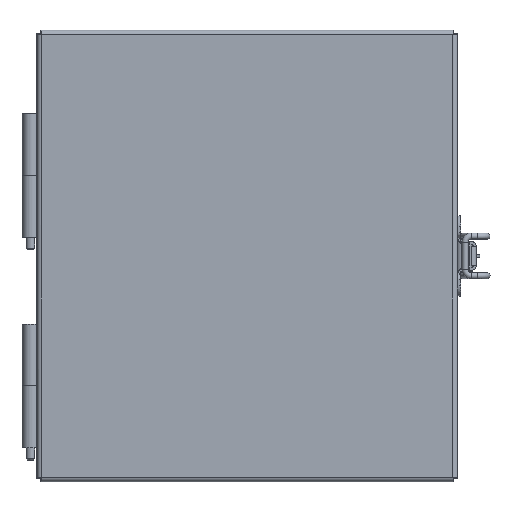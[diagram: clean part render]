
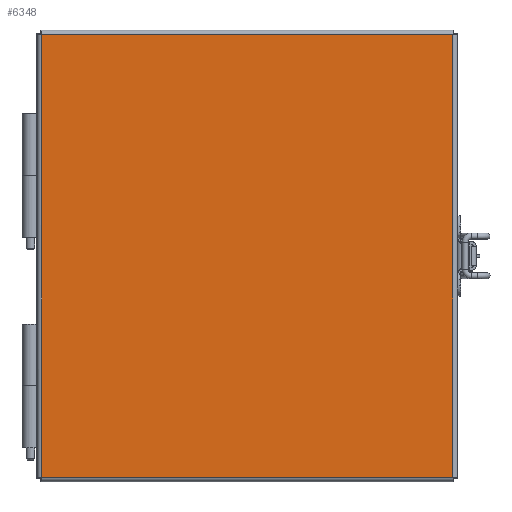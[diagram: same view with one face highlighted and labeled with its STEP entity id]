
A CAD part, top view. The second image highlights one B-rep face of the part: STEP entity #6348.
In plain terms, the highlighted planar face has unit normal (0, 0, 1).
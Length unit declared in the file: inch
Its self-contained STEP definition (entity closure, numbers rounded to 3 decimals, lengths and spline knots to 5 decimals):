
#555=LINE('',#9949,#1157);
#571=LINE('',#10051,#1173);
#586=LINE('',#10151,#1188);
#601=LINE('',#10250,#1203);
#1157=VECTOR('',#7917,8.9375);
#1173=VECTOR('',#7947,8.3125);
#1188=VECTOR('',#7976,8.9375);
#1203=VECTOR('',#8005,8.3125);
#1624=PLANE('',#6808);
#2029=FACE_OUTER_BOUND('',#2469,.T.);
#2469=EDGE_LOOP('',(#5086,#5087,#5088,#5089));
#3074=VERTEX_POINT('',#9940);
#3075=VERTEX_POINT('',#9948);
#3086=VERTEX_POINT('',#10043);
#3096=VERTEX_POINT('',#10143);
#3743=EDGE_CURVE('',#3075,#3074,#555,.T.);
#3763=EDGE_CURVE('',#3074,#3086,#571,.T.);
#3782=EDGE_CURVE('',#3086,#3096,#586,.T.);
#3801=EDGE_CURVE('',#3096,#3075,#601,.T.);
#5086=ORIENTED_EDGE('',*,*,#3743,.T.);
#5087=ORIENTED_EDGE('',*,*,#3763,.T.);
#5088=ORIENTED_EDGE('',*,*,#3782,.T.);
#5089=ORIENTED_EDGE('',*,*,#3801,.T.);
#6348=ADVANCED_FACE('',(#2029),#1624,.T.);
#6808=AXIS2_PLACEMENT_3D('',#10336,#8030,#8031);
#7917=DIRECTION('',(0.,-1.,0.));
#7947=DIRECTION('',(1.,0.,0.));
#7976=DIRECTION('',(0.,1.,0.));
#8005=DIRECTION('',(-1.,0.,0.));
#8030=DIRECTION('center_axis',(0.,0.,1.));
#8031=DIRECTION('ref_axis',(1.,0.,0.));
#9940=CARTESIAN_POINT('',(-4.15625,-4.46875,0.0625));
#9948=CARTESIAN_POINT('',(-4.15625,4.46875,0.0625));
#9949=CARTESIAN_POINT('',(-4.15625,2.23438,0.0625));
#10043=CARTESIAN_POINT('',(4.15625,-4.46875,0.0625));
#10051=CARTESIAN_POINT('',(-2.07813,-4.46875,0.0625));
#10143=CARTESIAN_POINT('',(4.15625,4.46875,0.0625));
#10151=CARTESIAN_POINT('',(4.15625,-2.23438,0.0625));
#10250=CARTESIAN_POINT('',(2.07813,4.46875,0.0625));
#10336=CARTESIAN_POINT('Origin',(0.,0.,
0.0625));
